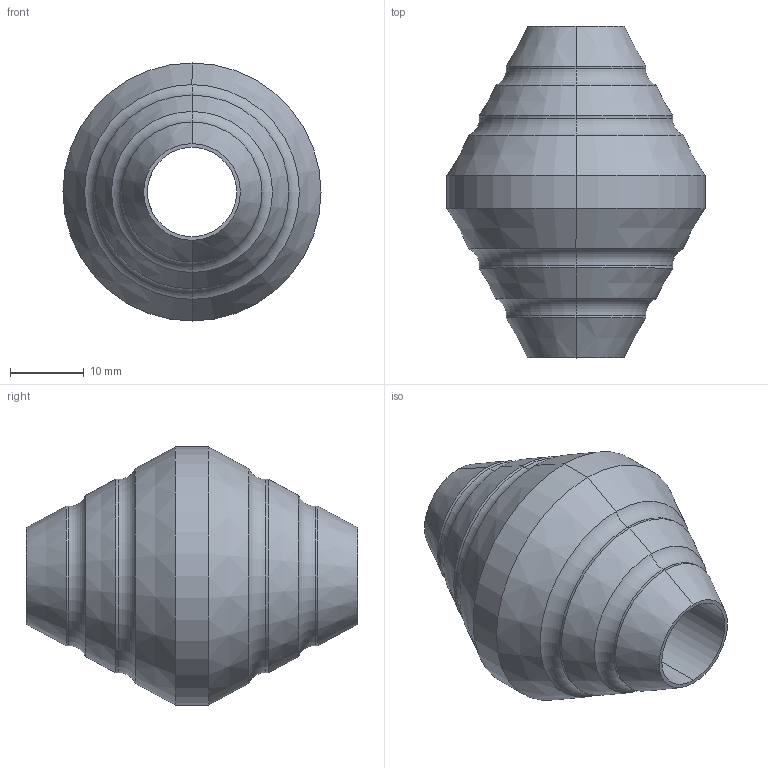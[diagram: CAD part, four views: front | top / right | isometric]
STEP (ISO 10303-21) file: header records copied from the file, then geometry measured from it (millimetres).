
FILE_DESCRIPTION (( 'STEP AP203' ), '1' );
FILE_NAME ('50463-240.STEP', '2021-07-19T08:09:57', ( '' ), ( '' ), 'SwSTEP 2.0', 'SolidWorks 2018', '' );
FILE_SCHEMA (( 'CONFIG_CONTROL_DESIGN' ));
Length unit declared in the file: millimetre
Products named in the file (2): 50463-240
Bounding box: 35 x 45 x 35 mm (x, y, z)
Volume: 18519.7 mm3; surface area: 5772.5 mm2
Topology: 1 solids, 1 shells, 307 faces, 809 edges, 530 vertices
Faces by surface type: plane 126, bspline 123, cylinder 30, torus 16, cone 12
Entity records: 14334 total; most frequent: CARTESIAN_POINT 7353, ORIENTED_EDGE 1618, DIRECTION 1075, EDGE_CURVE 809, VERTEX_POINT 530, VECTOR 375, LINE 375, AXIS2_PLACEMENT_3D 350
